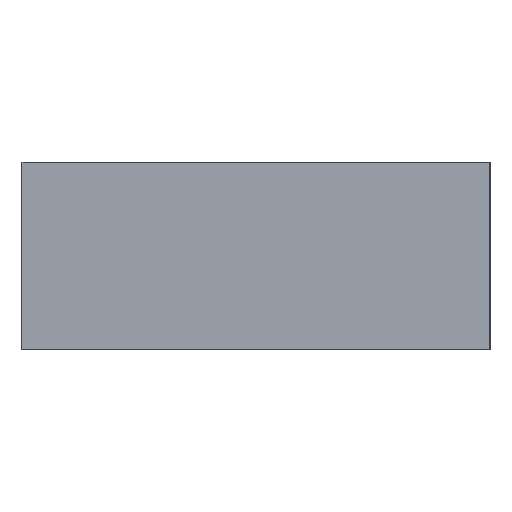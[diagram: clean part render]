
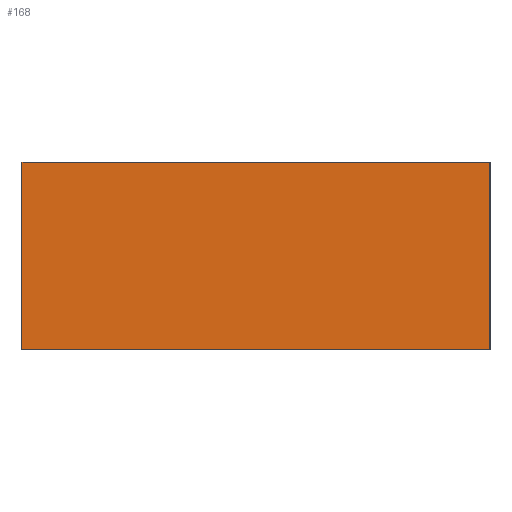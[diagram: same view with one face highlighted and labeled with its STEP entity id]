
A CAD part, left-side view. The second image highlights one B-rep face of the part: STEP entity #168.
In plain terms, the highlighted planar face has unit normal (-1, 0, 0).
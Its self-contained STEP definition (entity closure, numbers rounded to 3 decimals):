
#21=PLANE('',#181);
#28=FACE_OUTER_BOUND('',#37,.T.);
#37=EDGE_LOOP('',(#126,#127,#128,#129));
#52=LINE('',#250,#67);
#53=LINE('',#252,#68);
#54=LINE('',#254,#69);
#55=LINE('',#255,#70);
#67=VECTOR('',#204,10.);
#68=VECTOR('',#205,10.);
#69=VECTOR('',#206,10.);
#70=VECTOR('',#207,10.);
#89=VERTEX_POINT('',#248);
#90=VERTEX_POINT('',#249);
#91=VERTEX_POINT('',#251);
#92=VERTEX_POINT('',#253);
#104=EDGE_CURVE('',#89,#90,#52,.T.);
#105=EDGE_CURVE('',#91,#89,#53,.T.);
#106=EDGE_CURVE('',#92,#91,#54,.T.);
#107=EDGE_CURVE('',#90,#92,#55,.T.);
#126=ORIENTED_EDGE('',*,*,#104,.F.);
#127=ORIENTED_EDGE('',*,*,#105,.F.);
#128=ORIENTED_EDGE('',*,*,#106,.F.);
#129=ORIENTED_EDGE('',*,*,#107,.F.);
#168=ADVANCED_FACE('',(#28),#21,.F.);
#181=AXIS2_PLACEMENT_3D('',#247,#202,#203);
#202=DIRECTION('center_axis',(1.,0.,0.));
#203=DIRECTION('ref_axis',(0.,0.,-1.));
#204=DIRECTION('',(0.,1.,0.));
#205=DIRECTION('',(0.,0.,-1.));
#206=DIRECTION('',(0.,-1.,0.));
#207=DIRECTION('',(0.,0.,1.));
#247=CARTESIAN_POINT('Origin',(-61.762,10.,0.));
#248=CARTESIAN_POINT('',(-61.762,-10.,0.));
#249=CARTESIAN_POINT('',(-61.762,10.,0.));
#250=CARTESIAN_POINT('',(-61.762,5.,0.));
#251=CARTESIAN_POINT('',(-61.762,-10.,8.));
#252=CARTESIAN_POINT('',(-61.762,-10.,0.));
#253=CARTESIAN_POINT('',(-61.762,10.,8.));
#254=CARTESIAN_POINT('',(-61.762,5.,8.));
#255=CARTESIAN_POINT('',(-61.762,10.,0.));
